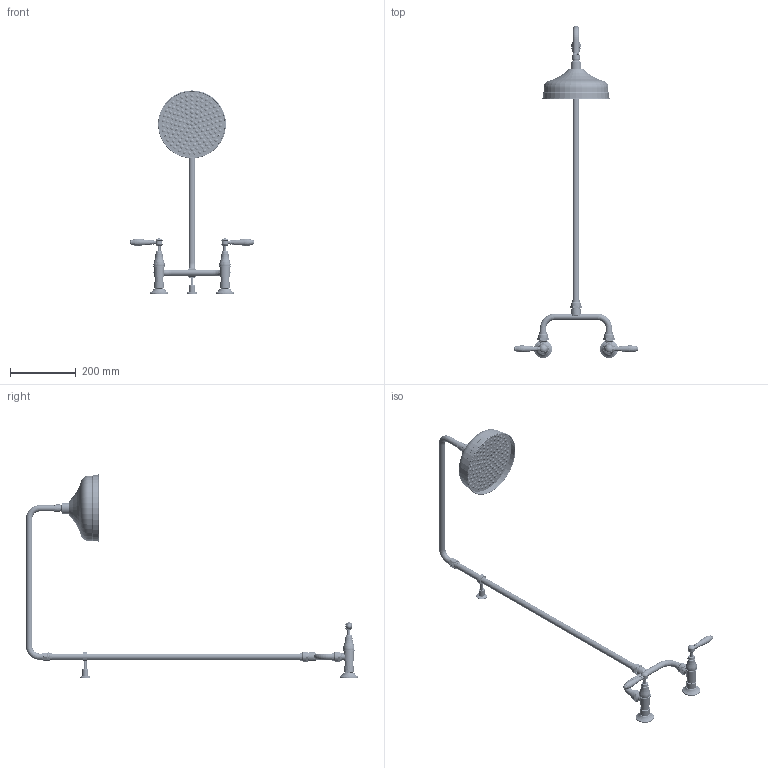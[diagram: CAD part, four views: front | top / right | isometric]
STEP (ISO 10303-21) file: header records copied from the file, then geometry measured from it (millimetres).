
FILE_DESCRIPTION (( 'STEP AP203' ), '1' );
FILE_NAME ('MV1012LCHP.STEP', '2020-02-26T04:51:55', ( 'Windows 蚚誧' ), ( '' ), 'SwSTEP 2.0', 'SolidWorks 2019', '' );
FILE_SCHEMA (( 'CONFIG_CONTROL_DESIGN' ));
Length unit declared in the file: millimetre
Products named in the file (58): 縐杶郪; M70LS70C  MV3-4Բñ; M5x5 囀鞠褒す傷蹟佪;    M70LS71D   MV1-2X3-4諉芛; 固定管圈; MV1012LCHP; 19奪鞠褒G12爾諉芛; 100快开插齿G58阀芯（30.5阀盖） - 入墙; M70LS71D   MV1-2輛阨諉芛; 24x2  O型圈; 19.5x15x2.5菜え (M03047Q00); 175忒梟蟀諉裝; MV插齿陶瓷一字手轮; MV邧參珨趼忒謫釱; 淋浴柱直管G12焊接头; 辦羲30.5坶踡蹟譫; 20x2 O型圈-D20; 縐杶簽; G12-G34蛌諉芛; 1908奪俋G12爾諉簽; 砎蝶す菜えㄗ朴24X朴12X2.5); 出水连接管焊接头; 1908785邀唌翐眻奪; 双把角阀体出水连接支架;     M70ZS09C     MV角阀墙罩; 19淋浴柱安装固定圈组; 5-8辦羲概郋-100酗; 175枎棟忒梟裝; 19邀唌翐眻奪郪; 欧式顶喷花洒; MV褒概笘欶; 韁宒8渡階驗郪; 175忒梟裝芛; 175忒梟裝簽; 假蚾璃; 19X14X2.2す菜え; 19邀唌翐450ほ趼俔; 囀鞠褒潑芛蹟佪M5x12 (G12090G00); 28.5X22.5X1.5綻祧菜え; 1013CH出水连接管（成品）） ...
Assembly tree (78 placements, depth 4):
  MV1012LCHP
    假蚾璃
          M70ZS09C     MV角阀墙罩
      M70LS71D   MV1-2輛阨諉芛
      M70LS70C  MV3-4Բñ
         M70LS71D   MV1-2X3-4諉芛
      砎蝶す菜えㄗ朴24X朴12X2.5)
    炴畟褒概郪-100辦羲
      70炴畟儂褒概极
      100快开插齿G58阀芯（30.5阀盖） - 入墙
        辦羲30.5坶踡蹟譫
        5-8辦羲概郋-100酗
        17x2 O型圈-D14
        28.5X22.5X1.5綻祧菜え
      MV褒概笘欶
      19.5x15x2.5菜え (M03047Q00)
    縐杶郪
      縐杶簽
    假蚾璃
          M70ZS09C     MV角阀墙罩
      M70LS71D   MV1-2輛阨諉芛
      M70LS70C  MV3-4Բñ
         M70LS71D   MV1-2X3-4諉芛
      砎蝶す菜えㄗ朴24X朴12X2.5)
    炴畟褒概郪-100辦羲
      70炴畟儂褒概极
      100快开插齿G58阀芯（30.5阀盖） - 入墙
        辦羲30.5坶踡蹟譫
        5-8辦羲概郋-100酗
        17x2 O型圈-D14
        28.5X22.5X1.5綻祧菜え
      MV褒概笘欶
      19.5x15x2.5菜え (M03047Q00)
    縐杶郪
      縐杶簽
    双把角阀体出水连接支架
      1013CH出水连接管（成品））
      出水连接管焊接头
    邀唌翐諉芛郪
      G12-G34蛌諉芛
      19X14X2.2す菜え
    縐杶郪
      縐杶簽
    19邀唌翐眻奪郪
      1908785邀唌翐眻奪
      淋浴柱直管G12焊接头
      20x2 O型圈-D20
    19邀唌翐450ほ趼俔
      1908450R30邀唌翐俔奪
      19奪鞠褒G12爾諉芛
      1908奪俋G12爾諉簽
    韁宒8渡階驗郪
      韁宒8渡階驗
        欧式顶喷花洒
      07-112 1-2綻伎誹阨え(H-9L   18.5X9.5)
      19x15x2菜え (M03074Q00)
    19邀唌翐假蚾釱郪
      嘐隅釱
      M5x5 囀鞠褒す傷蹟佪
    19淋浴柱安装固定圈组
Bounding box: 379 x 1006.5 x 616.5 mm (x, y, z)
Volume: 1758970.6 mm3; surface area: 482400.7 mm2
Topology: 59 solids, 59 shells, 3669 faces, 9228 edges, 5888 vertices
Faces by surface type: cylinder 1545, plane 768, torus 482, cone 392, sphere 294, bspline 188
Entity records: 144306 total; most frequent: CARTESIAN_POINT 78053, DIRECTION 13065, ORIENTED_EDGE 12640, EDGE_CURVE 6320, AXIS2_PLACEMENT_3D 5721, VERTEX_POINT 4024, CIRCLE 3167, EDGE_LOOP 2828
